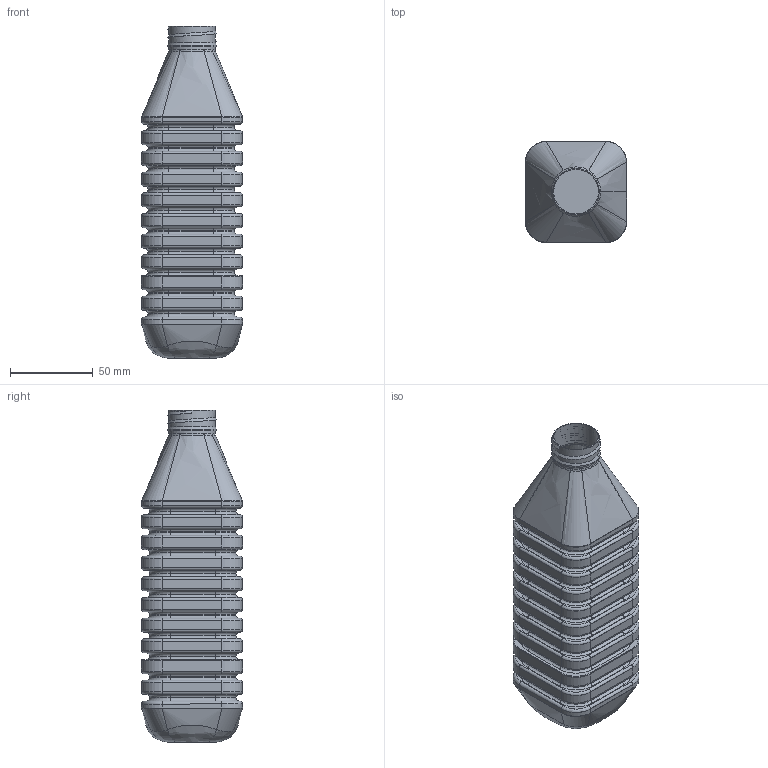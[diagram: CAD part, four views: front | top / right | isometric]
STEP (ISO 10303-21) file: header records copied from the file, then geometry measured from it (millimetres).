
FILE_DESCRIPTION(('FreeCAD Model'),'2;1');
FILE_NAME( 'plastic_bottle.step', '2015-09-23T17:08:13',('Author'),(''), 'Open CASCADE STEP processor 6.8','FreeCAD','Unknown');
FILE_SCHEMA(('AUTOMOTIVE_DESIGN_CC2 { 1 2 10303 214 -1 1 5 4 }'));
Products named in the file (1): Fusion001
Bounding box: 61 x 61 x 200.5 mm (x, y, z)
Volume: 27361.2 mm3; surface area: 108881 mm2
Topology: 1 solids, 1 shells, 1114 faces, 2483 edges, 1413 vertices
Faces by surface type: cylinder 483, torus 310, plane 214, bspline 64, offset 42, cone 1
Full cylindrical faces by diameter (mm): 27 x1, 28 x3, 29.5 x1
Entity records: 67609 total; most frequent: CARTESIAN_POINT 17832, DIRECTION 9523, ORIENTED_EDGE 4966, PCURVE 4966, DEFINITIONAL_REPRESENTATION 4966, LINE 4821, VECTOR 4821, EDGE_CURVE 2483
